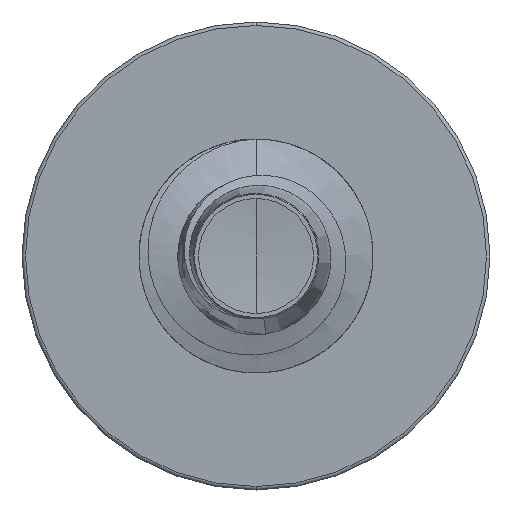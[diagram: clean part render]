
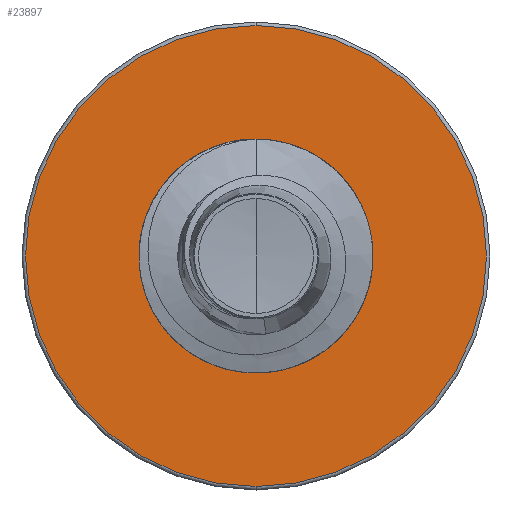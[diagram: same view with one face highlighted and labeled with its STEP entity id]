
A CAD part, front view. The second image highlights one B-rep face of the part: STEP entity #23897.
In plain terms, the highlighted planar face has unit normal (0, -1, 0).
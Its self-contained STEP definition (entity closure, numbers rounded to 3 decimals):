
#2759 = EDGE_CURVE ( 'NONE', #13302, #12592, #11717, .T. ) ;
#3689 = VERTEX_POINT ( 'NONE', #12057 ) ;
#4441 = CARTESIAN_POINT ( 'NONE',  ( 0., 25., 0. ) ) ;
#4961 = CARTESIAN_POINT ( 'NONE',  ( 0., 25., 0. ) ) ;
#5309 = PLANE ( 'NONE',  #19015 ) ;
#5944 = EDGE_CURVE ( 'NONE', #12592, #13302, #14873, .T. ) ;
#6103 = EDGE_LOOP ( 'NONE', ( #19727, #12355 ) ) ;
#6258 = CARTESIAN_POINT ( 'NONE',  ( 0., 25., 2.842 ) ) ;
#6377 = FACE_BOUND ( 'NONE', #19359, .T. ) ;
#7804 = DIRECTION ( 'NONE',  ( 0., 0., 1. ) ) ;
#8117 = DIRECTION ( 'NONE',  ( 0., 0., 1. ) ) ;
#10066 = DIRECTION ( 'NONE',  ( 0., 1., 0. ) ) ;
#10734 = CARTESIAN_POINT ( 'NONE',  ( 0., 25., -2.842 ) ) ;
#11717 = CIRCLE ( 'NONE', #16395, 2.842 ) ;
#11863 = DIRECTION ( 'NONE',  ( 0., 0., 1. ) ) ;
#11913 = DIRECTION ( 'NONE',  ( 0., 1., 0. ) ) ;
#11947 = CARTESIAN_POINT ( 'NONE',  ( 0., 25., 0. ) ) ;
#12057 = CARTESIAN_POINT ( 'NONE',  ( 0., 25., 5.91 ) ) ;
#12355 = ORIENTED_EDGE ( 'NONE', *, *, #16710, .F. ) ;
#12592 = VERTEX_POINT ( 'NONE', #6258 ) ;
#12895 = EDGE_CURVE ( 'NONE', #3689, #25101, #26313, .T. ) ;
#13302 = VERTEX_POINT ( 'NONE', #10734 ) ;
#14737 = DIRECTION ( 'NONE',  ( 0., 1., 0. ) ) ;
#14873 = CIRCLE ( 'NONE', #20192, 2.842 ) ;
#14915 = DIRECTION ( 'NONE',  ( 0., 0., 1. ) ) ;
#14992 = ORIENTED_EDGE ( 'NONE', *, *, #5944, .T. ) ;
#16395 = AXIS2_PLACEMENT_3D ( 'NONE', #11947, #11913, #11863 ) ;
#16710 = EDGE_CURVE ( 'NONE', #25101, #3689, #24946, .T. ) ;
#19015 = AXIS2_PLACEMENT_3D ( 'NONE', #24776, #21205, #8117 ) ;
#19357 = FACE_OUTER_BOUND ( 'NONE', #6103, .T. ) ;
#19359 = EDGE_LOOP ( 'NONE', ( #14992, #20313 ) ) ;
#19727 = ORIENTED_EDGE ( 'NONE', *, *, #12895, .F. ) ;
#20192 = AXIS2_PLACEMENT_3D ( 'NONE', #4961, #20989, #7804 ) ;
#20313 = ORIENTED_EDGE ( 'NONE', *, *, #2759, .T. ) ;
#20989 = DIRECTION ( 'NONE',  ( 0., 1., 0. ) ) ;
#21205 = DIRECTION ( 'NONE',  ( 0., 1., 0. ) ) ;
#22550 = AXIS2_PLACEMENT_3D ( 'NONE', #26071, #14737, #27780 ) ;
#23897 = ADVANCED_FACE ( 'NONE', ( #19357, #6377 ), #5309, .F. ) ;
#24083 = CARTESIAN_POINT ( 'NONE',  ( 0., 25., -5.91 ) ) ;
#24776 = CARTESIAN_POINT ( 'NONE',  ( 0., 25., -2.842 ) ) ;
#24946 = CIRCLE ( 'NONE', #22550, 5.91 ) ;
#25101 = VERTEX_POINT ( 'NONE', #24083 ) ;
#26071 = CARTESIAN_POINT ( 'NONE',  ( 0., 25., 0. ) ) ;
#26313 = CIRCLE ( 'NONE', #28489, 5.91 ) ;
#27780 = DIRECTION ( 'NONE',  ( 0., 0., 1. ) ) ;
#28489 = AXIS2_PLACEMENT_3D ( 'NONE', #4441, #10066, #14915 ) ;
